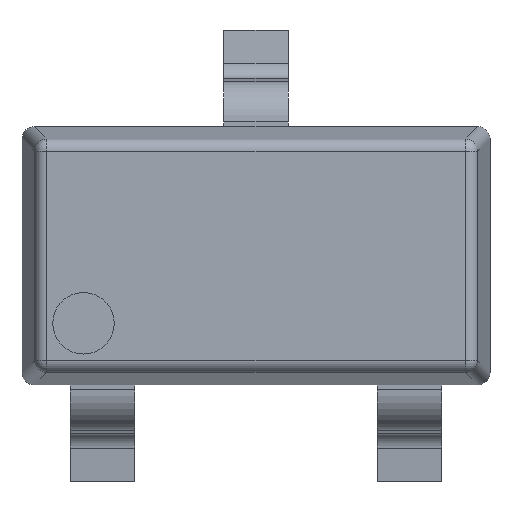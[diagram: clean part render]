
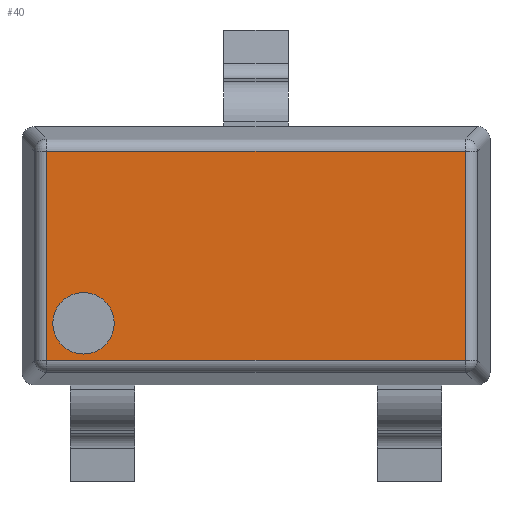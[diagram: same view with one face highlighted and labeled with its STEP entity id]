
A CAD part, top view. The second image highlights one B-rep face of the part: STEP entity #40.
In plain terms, the highlighted planar face has unit normal (0, 0, 1).
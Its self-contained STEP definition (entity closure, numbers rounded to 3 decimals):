
#29 = ORIENTED_EDGE ( 'NONE', *, *, #89, .T. ) ;
#39 = EDGE_LOOP ( 'NONE', ( #48, #43 ) ) ;
#40 = ADVANCED_FACE ( 'NONE', ( #1017, #1016 ), #1059, .F. ) ;
#43 = ORIENTED_EDGE ( 'NONE', *, *, #150, .F. ) ;
#45 = ORIENTED_EDGE ( 'NONE', *, *, #126, .T. ) ;
#47 = EDGE_LOOP ( 'NONE', ( #45, #128, #125, #29 ) ) ;
#48 = ORIENTED_EDGE ( 'NONE', *, *, #49, .F. ) ;
#49 = EDGE_CURVE ( 'NONE', #151, #148, #1051, .T. ) ;
#50 = VERTEX_POINT ( 'NONE', #1046 ) ;
#89 = EDGE_CURVE ( 'NONE', #129, #132, #1207, .T. ) ;
#125 = ORIENTED_EDGE ( 'NONE', *, *, #127, .T. ) ;
#126 = EDGE_CURVE ( 'NONE', #132, #131, #1309, .T. ) ;
#127 = EDGE_CURVE ( 'NONE', #50, #129, #1305, .T. ) ;
#128 = ORIENTED_EDGE ( 'NONE', *, *, #130, .T. ) ;
#129 = VERTEX_POINT ( 'NONE', #1301 ) ;
#130 = EDGE_CURVE ( 'NONE', #131, #50, #1300, .T. ) ;
#131 = VERTEX_POINT ( 'NONE', #1296 ) ;
#132 = VERTEX_POINT ( 'NONE', #1295 ) ;
#148 = VERTEX_POINT ( 'NONE', #1366 ) ;
#150 = EDGE_CURVE ( 'NONE', #148, #151, #1365, .T. ) ;
#151 = VERTEX_POINT ( 'NONE', #1360 ) ;
#1016 = FACE_OUTER_BOUND ( 'NONE', #47, .T. ) ;
#1017 = FACE_BOUND ( 'NONE', #39, .T. ) ;
#1046 = CARTESIAN_POINT ( 'NONE',  ( 1.298, -0.648, 1.28 ) ) ;
#1047 = DIRECTION ( 'NONE',  ( 1., 0., 0. ) ) ;
#1048 = DIRECTION ( 'NONE',  ( 0., 0., 1. ) ) ;
#1049 = CARTESIAN_POINT ( 'NONE',  ( -1.069, -0.419, 1.28 ) ) ;
#1050 = AXIS2_PLACEMENT_3D ( 'NONE', #1049, #1048, #1047 ) ;
#1051 = CIRCLE ( 'NONE', #1050, 0.191 ) ;
#1055 = DIRECTION ( 'NONE',  ( -1., 0., 0. ) ) ;
#1056 = DIRECTION ( 'NONE',  ( 0., 0., -1. ) ) ;
#1057 = CARTESIAN_POINT ( 'NONE',  ( 1.45, -2.557, 1.28 ) ) ;
#1058 = AXIS2_PLACEMENT_3D ( 'NONE', #1057, #1056, #1055 ) ;
#1059 = PLANE ( 'NONE',  #1058 ) ;
#1204 = DIRECTION ( 'NONE',  ( -1., 0., 0. ) ) ;
#1205 = VECTOR ( 'NONE', #1204, 1000. ) ;
#1206 = CARTESIAN_POINT ( 'NONE',  ( 1.45, 0.648, 1.28 ) ) ;
#1207 = LINE ( 'NONE', #1206, #1205 ) ;
#1295 = CARTESIAN_POINT ( 'NONE',  ( -1.298, 0.648, 1.28 ) ) ;
#1296 = CARTESIAN_POINT ( 'NONE',  ( -1.298, -0.648, 1.28 ) ) ;
#1297 = DIRECTION ( 'NONE',  ( 1., 0., 0. ) ) ;
#1298 = VECTOR ( 'NONE', #1297, 1000. ) ;
#1299 = CARTESIAN_POINT ( 'NONE',  ( 1.362, -0.648, 1.28 ) ) ;
#1300 = LINE ( 'NONE', #1299, #1298 ) ;
#1301 = CARTESIAN_POINT ( 'NONE',  ( 1.298, 0.648, 1.28 ) ) ;
#1302 = DIRECTION ( 'NONE',  ( 0., 1., 0. ) ) ;
#1303 = VECTOR ( 'NONE', #1302, 1000. ) ;
#1304 = CARTESIAN_POINT ( 'NONE',  ( 1.298, 0.712, 1.28 ) ) ;
#1305 = LINE ( 'NONE', #1304, #1303 ) ;
#1306 = DIRECTION ( 'NONE',  ( 0., -1., 0. ) ) ;
#1307 = VECTOR ( 'NONE', #1306, 1000. ) ;
#1308 = CARTESIAN_POINT ( 'NONE',  ( -1.298, -0.712, 1.28 ) ) ;
#1309 = LINE ( 'NONE', #1308, #1307 ) ;
#1360 = CARTESIAN_POINT ( 'NONE',  ( -0.878, -0.419, 1.28 ) ) ;
#1361 = DIRECTION ( 'NONE',  ( 1., 0., 0. ) ) ;
#1362 = DIRECTION ( 'NONE',  ( 0., 0., 1. ) ) ;
#1363 = CARTESIAN_POINT ( 'NONE',  ( -1.069, -0.419, 1.28 ) ) ;
#1364 = AXIS2_PLACEMENT_3D ( 'NONE', #1363, #1362, #1361 ) ;
#1365 = CIRCLE ( 'NONE', #1364, 0.191 ) ;
#1366 = CARTESIAN_POINT ( 'NONE',  ( -1.26, -0.419, 1.28 ) ) ;
